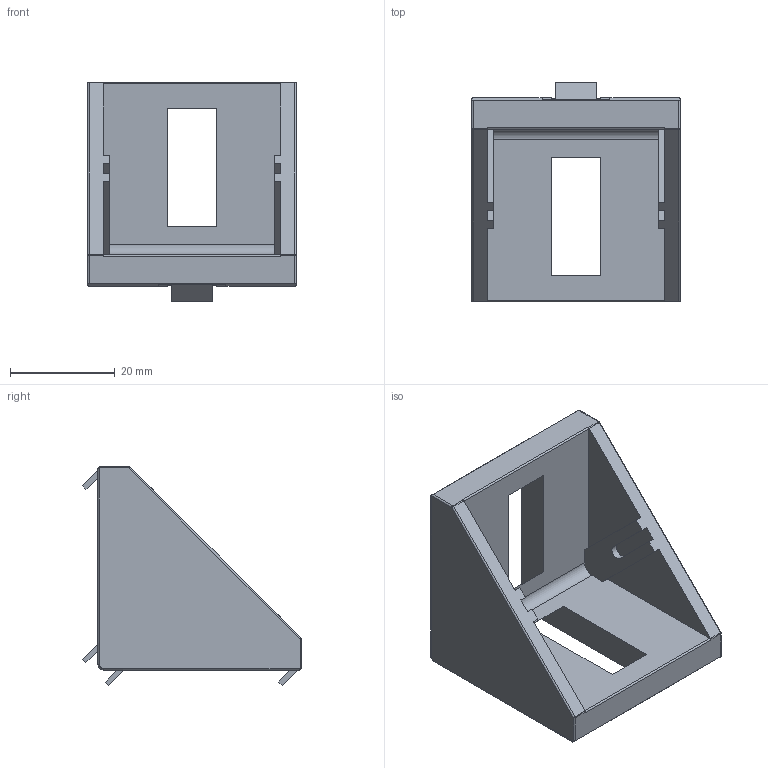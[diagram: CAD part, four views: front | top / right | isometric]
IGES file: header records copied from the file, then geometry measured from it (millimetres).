
Global section: file name: 304040.stp.ipt; native system: Autodesk Inventor 2014; preprocessor: unknown; author: zeman; date: 20151020.095853; units: millimetre
Bounding box: 40 x 42 x 42 mm (x, y, z)
Volume: 14502.8 mm3; surface area: 10338.4 mm2
Topology: 1 solids, 1 shells, 120 faces, 320 edges, 204 vertices
Faces by surface type: plane 93, cylinder 18, revolution 5, sphere 4
